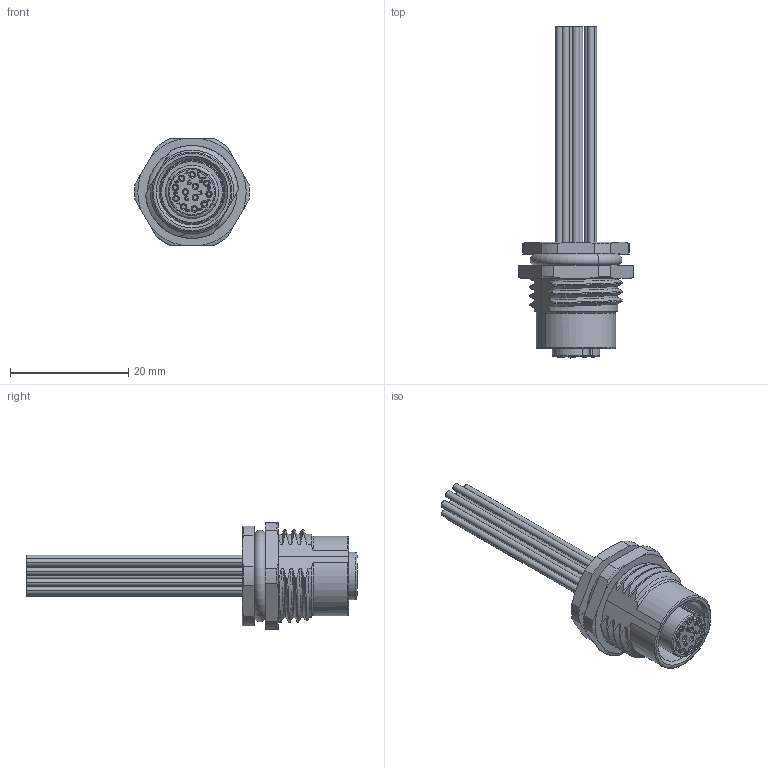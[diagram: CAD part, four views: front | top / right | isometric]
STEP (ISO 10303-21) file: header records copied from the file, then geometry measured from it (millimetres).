
FILE_DESCRIPTION((''),'2;1');
FILE_NAME('PRT0011','2022-04-08T',('p.yu'),(''),'PRO/ENGINEER BY PARAMETRIC TECHNOLOGY CORPORATION, 2012480','PRO/ENGINEER BY PARAMETRIC TECHNOLOGY CORPORATION, 2012480','');
FILE_SCHEMA(('CONFIG_CONTROL_DESIGN'));
Length unit declared in the file: millimetre
Products named in the file (1): PRT0011
Bounding box: 19.5 x 56.2 x 18 mm (x, y, z)
Volume: 3363.9 mm3; surface area: 5348.1 mm2
Topology: 1 solids, 15 shells, 1229 faces, 3301 edges, 2058 vertices
Faces by surface type: cylinder 315, plane 302, cone 248, extrusion 213, torus 75, bspline 74, sphere 2
Entity records: 43956 total; most frequent: CARTESIAN_POINT 14549, ORIENTED_EDGE 6454, DIRECTION 5532, EDGE_CURVE 3251, AXIS2_PLACEMENT_3D 2141, VERTEX_POINT 2106, EDGE_LOOP 1367, VECTOR 1250
